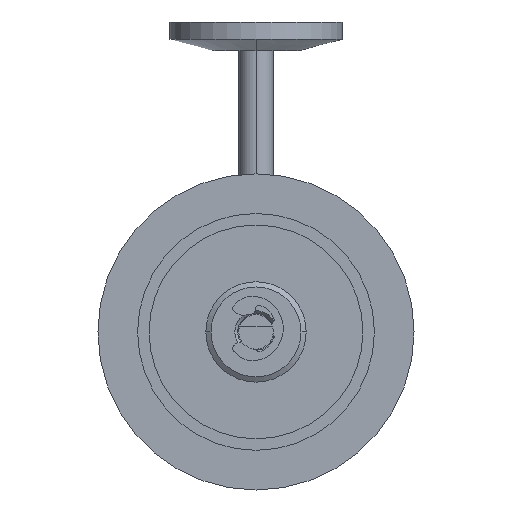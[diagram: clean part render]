
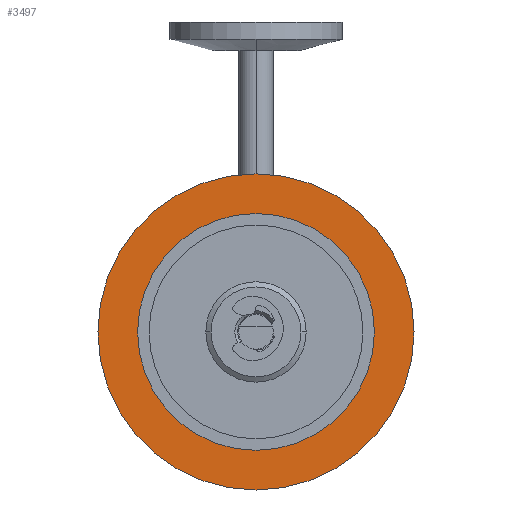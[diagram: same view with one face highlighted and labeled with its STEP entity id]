
A CAD part, left-side view. The second image highlights one B-rep face of the part: STEP entity #3497.
In plain terms, the highlighted planar face has unit normal (-1, 0, 0).
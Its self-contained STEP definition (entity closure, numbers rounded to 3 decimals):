
#60 = DIRECTION ( 'NONE',  ( -1., 0., 0. ) ) ;
#476 = CARTESIAN_POINT ( 'NONE',  ( 166.253, 102.893, 27.5 ) ) ;
#505 = ORIENTED_EDGE ( 'NONE', *, *, #2619, .F. ) ;
#722 = VERTEX_POINT ( 'NONE', #7447 ) ;
#966 = FACE_OUTER_BOUND ( 'NONE', #4910, .T. ) ;
#1063 = CARTESIAN_POINT ( 'NONE',  ( 166.253, 102.893, 0. ) ) ;
#1168 = VERTEX_POINT ( 'NONE', #476 ) ;
#1246 = CARTESIAN_POINT ( 'NONE',  ( 166.253, 102.893, 0. ) ) ;
#1717 = DIRECTION ( 'NONE',  ( 0., 0., 1. ) ) ;
#1724 = ORIENTED_EDGE ( 'NONE', *, *, #7784, .F. ) ;
#1881 = DIRECTION ( 'NONE',  ( 0., 0., 1. ) ) ;
#1882 = AXIS2_PLACEMENT_3D ( 'NONE', #5894, #2177, #6521 ) ;
#2177 = DIRECTION ( 'NONE',  ( 1., 0., 0. ) ) ;
#2252 = ORIENTED_EDGE ( 'NONE', *, *, #8132, .F. ) ;
#2371 = AXIS2_PLACEMENT_3D ( 'NONE', #7495, #3764, #8126 ) ;
#2453 = CIRCLE ( 'NONE', #1882, 27.5 ) ;
#2479 = FACE_BOUND ( 'NONE', #6554, .T. ) ;
#2619 = EDGE_CURVE ( 'NONE', #7849, #1168, #7379, .T. ) ;
#2963 = CARTESIAN_POINT ( 'NONE',  ( 166.253, 102.893, -27.5 ) ) ;
#3265 = CARTESIAN_POINT ( 'NONE',  ( 166.253, 102.893, 20.6 ) ) ;
#3497 = ADVANCED_FACE ( 'NONE', ( #966, #2479 ), #3737, .F. ) ;
#3550 = EDGE_CURVE ( 'NONE', #7149, #722, #7123, .T. ) ;
#3617 = CIRCLE ( 'NONE', #6247, 20.6 ) ;
#3737 = PLANE ( 'NONE',  #2371 ) ;
#3764 = DIRECTION ( 'NONE',  ( 1., 0., 0. ) ) ;
#3862 = CARTESIAN_POINT ( 'NONE',  ( 166.253, 102.893, 0. ) ) ;
#4491 = DIRECTION ( 'NONE',  ( 0., 0., 1. ) ) ;
#4910 = EDGE_LOOP ( 'NONE', ( #2252, #505 ) ) ;
#5428 = DIRECTION ( 'NONE',  ( -1., 0., 0. ) ) ;
#5597 = DIRECTION ( 'NONE',  ( 1., 0., 0. ) ) ;
#5894 = CARTESIAN_POINT ( 'NONE',  ( 166.253, 102.893, 0. ) ) ;
#6247 = AXIS2_PLACEMENT_3D ( 'NONE', #1063, #5428, #1717 ) ;
#6521 = DIRECTION ( 'NONE',  ( 0., 0., 1. ) ) ;
#6526 = AXIS2_PLACEMENT_3D ( 'NONE', #3862, #60, #4491 ) ;
#6554 = EDGE_LOOP ( 'NONE', ( #6643, #1724 ) ) ;
#6643 = ORIENTED_EDGE ( 'NONE', *, *, #3550, .F. ) ;
#7123 = CIRCLE ( 'NONE', #6526, 20.6 ) ;
#7149 = VERTEX_POINT ( 'NONE', #3265 ) ;
#7379 = CIRCLE ( 'NONE', #7501, 27.5 ) ;
#7447 = CARTESIAN_POINT ( 'NONE',  ( 166.253, 102.893, -20.6 ) ) ;
#7495 = CARTESIAN_POINT ( 'NONE',  ( 166.253, 102.893, 0. ) ) ;
#7501 = AXIS2_PLACEMENT_3D ( 'NONE', #1246, #5597, #1881 ) ;
#7784 = EDGE_CURVE ( 'NONE', #722, #7149, #3617, .T. ) ;
#7849 = VERTEX_POINT ( 'NONE', #2963 ) ;
#8126 = DIRECTION ( 'NONE',  ( 0., 0., -1. ) ) ;
#8132 = EDGE_CURVE ( 'NONE', #1168, #7849, #2453, .T. ) ;
